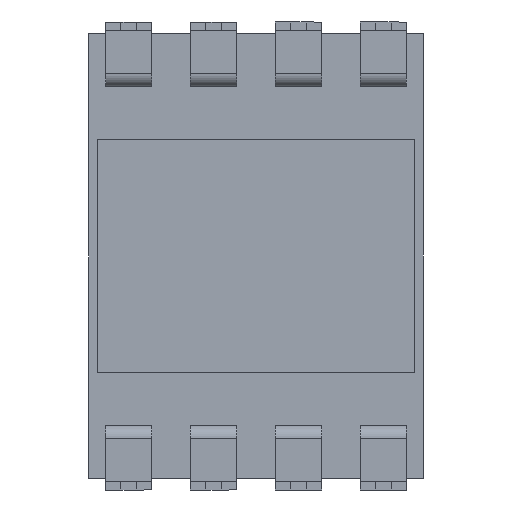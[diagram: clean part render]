
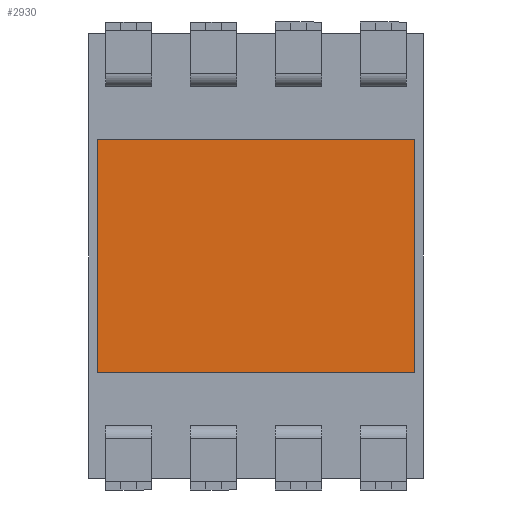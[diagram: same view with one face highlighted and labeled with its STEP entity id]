
A CAD part, front view. The second image highlights one B-rep face of the part: STEP entity #2930.
In plain terms, the highlighted planar face has unit normal (0, -1, 0).
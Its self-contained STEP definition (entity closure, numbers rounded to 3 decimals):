
#335 = PLANE ( 'NONE',  #6703 ) ;
#650 = EDGE_CURVE ( 'NONE', #6495, #6430, #6034, .T. ) ;
#1058 = ORIENTED_EDGE ( 'NONE', *, *, #3094, .F. ) ;
#1321 = CARTESIAN_POINT ( 'NONE',  ( -4.75, -2.9, -3.495 ) ) ;
#1384 = VECTOR ( 'NONE', #3449, 1000. ) ;
#1953 = DIRECTION ( 'NONE',  ( -1., 0., 0. ) ) ;
#2141 = EDGE_LOOP ( 'NONE', ( #6756, #4260, #5629, #1058 ) ) ;
#2217 = CARTESIAN_POINT ( 'NONE',  ( 4.75, -2.9, -3.495 ) ) ;
#2631 = DIRECTION ( 'NONE',  ( 1., 0., 0. ) ) ;
#2930 = ADVANCED_FACE ( 'NONE', ( #3355 ), #335, .F. ) ;
#3035 = CARTESIAN_POINT ( 'NONE',  ( 4.75, -2.9, -3.495 ) ) ;
#3094 = EDGE_CURVE ( 'NONE', #6677, #6495, #3095, .T. ) ;
#3095 = LINE ( 'NONE', #5836, #6868 ) ;
#3355 = FACE_OUTER_BOUND ( 'NONE', #2141, .T. ) ;
#3449 = DIRECTION ( 'NONE',  ( 0., 0., 1. ) ) ;
#3677 = VECTOR ( 'NONE', #6384, 1000. ) ;
#3888 = EDGE_CURVE ( 'NONE', #6430, #4534, #6577, .T. ) ;
#4134 = CARTESIAN_POINT ( 'NONE',  ( 4.75, -2.9, 3.495 ) ) ;
#4157 = DIRECTION ( 'NONE',  ( 0., 1., 0. ) ) ;
#4260 = ORIENTED_EDGE ( 'NONE', *, *, #3888, .F. ) ;
#4306 = VECTOR ( 'NONE', #1953, 1000. ) ;
#4534 = VERTEX_POINT ( 'NONE', #1321 ) ;
#4887 = CARTESIAN_POINT ( 'NONE',  ( 4.75, -2.9, 3.495 ) ) ;
#5629 = ORIENTED_EDGE ( 'NONE', *, *, #650, .F. ) ;
#5649 = CARTESIAN_POINT ( 'NONE',  ( -4.75, -2.9, 3.495 ) ) ;
#5717 = CARTESIAN_POINT ( 'NONE',  ( 0., -2.9, 0. ) ) ;
#5749 = CARTESIAN_POINT ( 'NONE',  ( -4.75, -2.9, 3.495 ) ) ;
#5836 = CARTESIAN_POINT ( 'NONE',  ( 4.75, -2.9, 3.495 ) ) ;
#6034 = LINE ( 'NONE', #4134, #3677 ) ;
#6104 = EDGE_CURVE ( 'NONE', #4534, #6677, #6835, .T. ) ;
#6292 = DIRECTION ( 'NONE',  ( 0., 0., 1. ) ) ;
#6384 = DIRECTION ( 'NONE',  ( 0., 0., -1. ) ) ;
#6430 = VERTEX_POINT ( 'NONE', #2217 ) ;
#6495 = VERTEX_POINT ( 'NONE', #4887 ) ;
#6577 = LINE ( 'NONE', #3035, #4306 ) ;
#6677 = VERTEX_POINT ( 'NONE', #5749 ) ;
#6703 = AXIS2_PLACEMENT_3D ( 'NONE', #5717, #4157, #6292 ) ;
#6756 = ORIENTED_EDGE ( 'NONE', *, *, #6104, .F. ) ;
#6835 = LINE ( 'NONE', #5649, #1384 ) ;
#6868 = VECTOR ( 'NONE', #2631, 1000. ) ;
